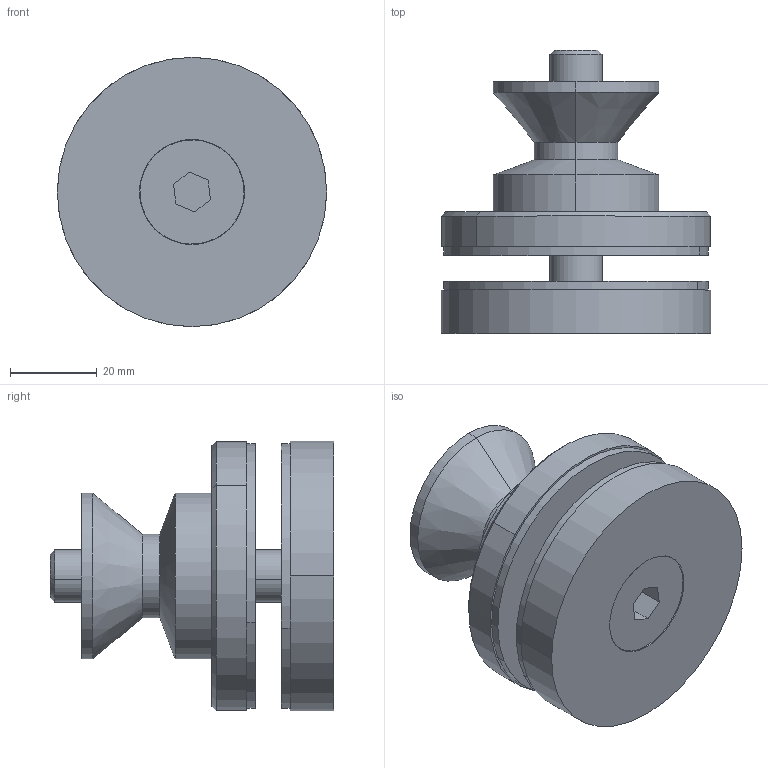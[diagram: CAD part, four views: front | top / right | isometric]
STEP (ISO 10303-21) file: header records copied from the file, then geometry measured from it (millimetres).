
FILE_DESCRIPTION (( 'STEP AP214' ), '1' );
FILE_NAME ('A6_42-62.STEP', '2022-05-03T07:16:33', ( '' ), ( '' ), 'SwSTEP 2.0', 'SolidWorks 2019', '' );
FILE_SCHEMA (( 'AUTOMOTIVE_DESIGN' ));
Length unit declared in the file: millimetre
Products named in the file (6): A6_42-62; A6_42-62.P4; A6_42-62.P2; A6_42-62.P1; Skrutka DIN 7991_Skrutka M12x 65; A6_42-62.P5
Assembly tree (6 placements, depth 2):
  A6_42-62
    A6_42-62.P1
    A6_42-62.P4  x2
    A6_42-62.P2
    A6_42-62.P5
    Skrutka DIN 7991_Skrutka M12x 65
Bounding box: 62 x 65.2 x 62 mm (x, y, z)
Volume: 79566.9 mm3; surface area: 39349 mm2
Topology: 6 solids, 6 shells, 74 faces, 150 edges, 92 vertices
Faces by surface type: cylinder 38, plane 22, cone 14
Entity records: 2092 total; most frequent: DIRECTION 364, CARTESIAN_POINT 299, ORIENTED_EDGE 276, AXIS2_PLACEMENT_3D 149, EDGE_CURVE 138, VERTEX_POINT 84, EDGE_LOOP 80, CIRCLE 72
